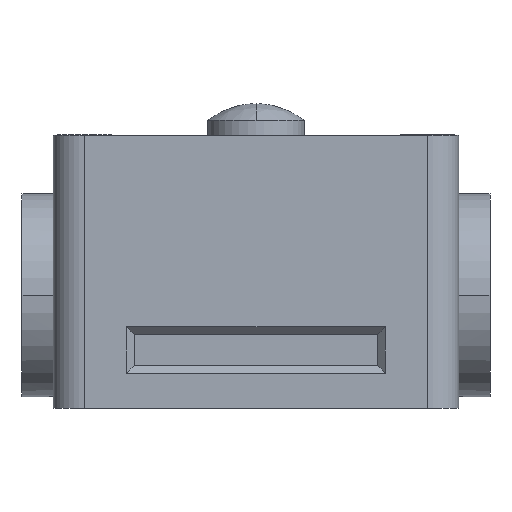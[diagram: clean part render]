
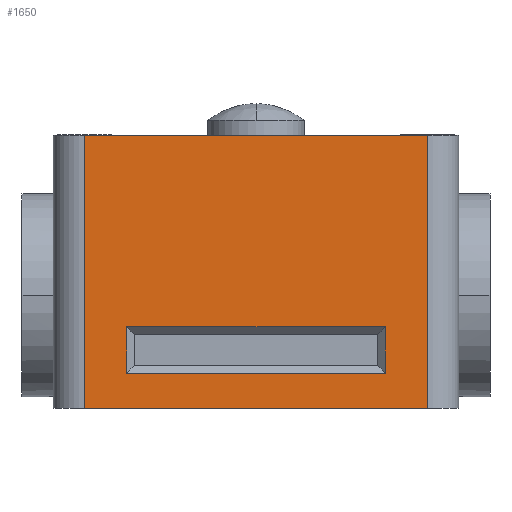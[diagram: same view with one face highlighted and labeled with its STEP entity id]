
A CAD part, left-side view. The second image highlights one B-rep face of the part: STEP entity #1650.
In plain terms, the highlighted planar face has unit normal (-1, 0, 0).
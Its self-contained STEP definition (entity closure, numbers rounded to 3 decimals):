
#310 = VECTOR ( 'NONE', #3791, 1000. ) ;
#323 = VECTOR ( 'NONE', #2622, 1000. ) ;
#339 = VECTOR ( 'NONE', #2670, 1000. ) ;
#342 = VECTOR ( 'NONE', #2676, 1000. ) ;
#475 = VERTEX_POINT ( 'NONE', #2056 ) ;
#544 = VERTEX_POINT ( 'NONE', #2125 ) ;
#563 = VERTEX_POINT ( 'NONE', #2144 ) ;
#576 = VERTEX_POINT ( 'NONE', #2157 ) ;
#581 = VERTEX_POINT ( 'NONE', #2162 ) ;
#593 = VERTEX_POINT ( 'NONE', #2174 ) ;
#607 = VERTEX_POINT ( 'NONE', #2188 ) ;
#608 = VERTEX_POINT ( 'NONE', #2189 ) ;
#747 = ORIENTED_EDGE ( 'NONE', *, *, #1292, .F. ) ;
#749 = ORIENTED_EDGE ( 'NONE', *, *, #1331, .F. ) ;
#750 = ORIENTED_EDGE ( 'NONE', *, *, #1328, .F. ) ;
#755 = ORIENTED_EDGE ( 'NONE', *, *, #1334, .T. ) ;
#756 = ORIENTED_EDGE ( 'NONE', *, *, #1530, .F. ) ;
#761 = ORIENTED_EDGE ( 'NONE', *, *, #1543, .F. ) ;
#762 = ORIENTED_EDGE ( 'NONE', *, *, #1561, .F. ) ;
#765 = ORIENTED_EDGE ( 'NONE', *, *, #1559, .F. ) ;
#1292 = EDGE_CURVE ( 'NONE', #475, #593, #2306, .T. ) ;
#1328 = EDGE_CURVE ( 'NONE', #593, #608, #2414, .T. ) ;
#1331 = EDGE_CURVE ( 'NONE', #608, #607, #2423, .T. ) ;
#1334 = EDGE_CURVE ( 'NONE', #475, #607, #2432, .T. ) ;
#1530 = EDGE_CURVE ( 'NONE', #563, #544, #3789, .T. ) ;
#1543 = EDGE_CURVE ( 'NONE', #544, #581, #3828, .T. ) ;
#1559 = EDGE_CURVE ( 'NONE', #581, #576, #2668, .T. ) ;
#1561 = EDGE_CURVE ( 'NONE', #576, #563, #2674, .T. ) ;
#1650 = ADVANCED_FACE ( 'NONE', ( #3884, #3888 ), #2997, .F. ) ;
#1679 = EDGE_LOOP ( 'NONE', ( #765, #761, #756, #762 ) ) ;
#1680 = EDGE_LOOP ( 'NONE', ( #755, #749, #750, #747 ) ) ;
#2056 = CARTESIAN_POINT ( 'NONE',  ( -79.9, -22., 0. ) ) ;
#2125 = CARTESIAN_POINT ( 'NONE',  ( -79.9, -16.6, 10.5 ) ) ;
#2144 = CARTESIAN_POINT ( 'NONE',  ( -79.9, -16.6, 4.5 ) ) ;
#2157 = CARTESIAN_POINT ( 'NONE',  ( -79.9, 16.6, 4.5 ) ) ;
#2162 = CARTESIAN_POINT ( 'NONE',  ( -79.9, 16.6, 10.5 ) ) ;
#2174 = CARTESIAN_POINT ( 'NONE',  ( -79.9, 22., 0. ) ) ;
#2188 = CARTESIAN_POINT ( 'NONE',  ( -79.9, -22., 35. ) ) ;
#2189 = CARTESIAN_POINT ( 'NONE',  ( -79.9, 22., 35. ) ) ;
#2306 = LINE ( 'NONE', #2307, #3202 ) ;
#2307 = CARTESIAN_POINT ( 'NONE',  ( -79.9, 0., 0. ) ) ;
#2308 = DIRECTION ( 'NONE',  ( 0., 1., 0. ) ) ;
#2414 = LINE ( 'NONE', #2415, #3239 ) ;
#2415 = CARTESIAN_POINT ( 'NONE',  ( -79.9, 22., 17.5 ) ) ;
#2416 = DIRECTION ( 'NONE',  ( 0., 0., 1. ) ) ;
#2423 = LINE ( 'NONE', #2424, #3231 ) ;
#2424 = CARTESIAN_POINT ( 'NONE',  ( -79.9, 0., 35. ) ) ;
#2425 = DIRECTION ( 'NONE',  ( 0., -1., 0. ) ) ;
#2432 = LINE ( 'NONE', #2433, #3204 ) ;
#2433 = CARTESIAN_POINT ( 'NONE',  ( -79.9, -22., 17.5 ) ) ;
#2434 = DIRECTION ( 'NONE',  ( 0., 0., 1. ) ) ;
#2622 = DIRECTION ( 'NONE',  ( 0., 1., 0. ) ) ;
#2668 = LINE ( 'NONE', #2669, #339 ) ;
#2669 = CARTESIAN_POINT ( 'NONE',  ( -79.9, 16.6, 17.5 ) ) ;
#2670 = DIRECTION ( 'NONE',  ( 0., 0., -1. ) ) ;
#2674 = LINE ( 'NONE', #2675, #342 ) ;
#2675 = CARTESIAN_POINT ( 'NONE',  ( -79.9, 0., 4.5 ) ) ;
#2676 = DIRECTION ( 'NONE',  ( 0., -1., 0. ) ) ;
#2997 = PLANE ( 'NONE',  #3890 ) ;
#2998 = CARTESIAN_POINT ( 'NONE',  ( -79.9, -22., 35. ) ) ;
#2999 = DIRECTION ( 'NONE',  ( 1., 0., 0. ) ) ;
#3000 = DIRECTION ( 'NONE',  ( 0., 0., -1. ) ) ;
#3202 = VECTOR ( 'NONE', #2308, 1000. ) ;
#3204 = VECTOR ( 'NONE', #2434, 1000. ) ;
#3231 = VECTOR ( 'NONE', #2425, 1000. ) ;
#3239 = VECTOR ( 'NONE', #2416, 1000. ) ;
#3789 = LINE ( 'NONE', #3790, #310 ) ;
#3790 = CARTESIAN_POINT ( 'NONE',  ( -79.9, -16.6, 17.5 ) ) ;
#3791 = DIRECTION ( 'NONE',  ( 0., 0., 1. ) ) ;
#3828 = LINE ( 'NONE', #3829, #323 ) ;
#3829 = CARTESIAN_POINT ( 'NONE',  ( -79.9, 0., 10.5 ) ) ;
#3884 = FACE_BOUND ( 'NONE', #1679, .T. ) ;
#3888 = FACE_OUTER_BOUND ( 'NONE', #1680, .T. ) ;
#3890 = AXIS2_PLACEMENT_3D ( 'NONE', #2998, #2999, #3000 ) ;
